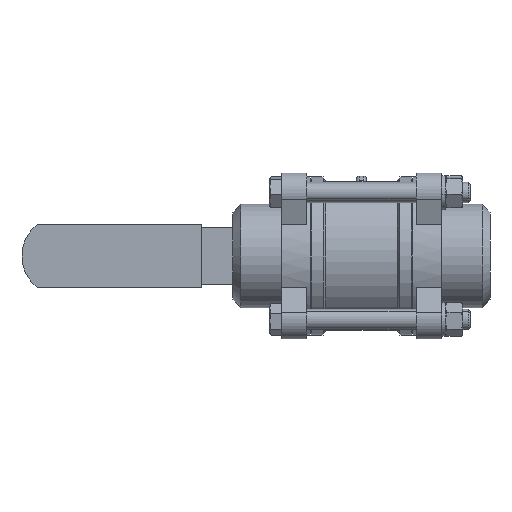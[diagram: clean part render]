
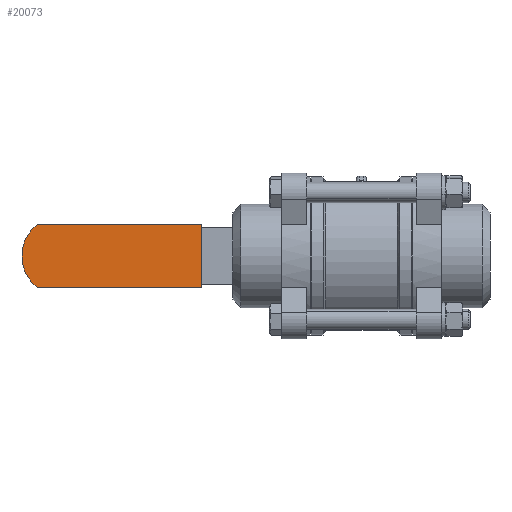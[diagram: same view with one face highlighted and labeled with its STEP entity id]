
A CAD part, front view. The second image highlights one B-rep face of the part: STEP entity #20073.
In plain terms, the highlighted face is planar.
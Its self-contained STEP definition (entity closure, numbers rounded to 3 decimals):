
#2732 = CARTESIAN_POINT ( 'NONE',  ( 0., 15.5, 3.5 ) ) ;
#2745 = AXIS2_PLACEMENT_3D ( 'NONE', #14311, #2823, #16243 ) ;
#2823 = DIRECTION ( 'NONE',  ( 0., 0., -1. ) ) ;
#2842 = CARTESIAN_POINT ( 'NONE',  ( 0., -15.5, 3.5 ) ) ;
#3064 = ORIENTED_EDGE ( 'NONE', *, *, #24009, .F. ) ;
#3218 = FACE_OUTER_BOUND ( 'NONE', #9138, .T. ) ;
#3905 = VECTOR ( 'NONE', #16239, 1000. ) ;
#4499 = LINE ( 'NONE', #11748, #19200 ) ;
#4734 = CARTESIAN_POINT ( 'NONE',  ( 0., 15.5, 3.5 ) ) ;
#5929 = ORIENTED_EDGE ( 'NONE', *, *, #24185, .F. ) ;
#6024 = EDGE_CURVE ( 'NONE', #15323, #18355, #17178, .T. ) ;
#6622 = CARTESIAN_POINT ( 'NONE',  ( 68.686, 0., 3.5 ) ) ;
#6773 = DIRECTION ( 'NONE',  ( 0., 1., 0. ) ) ;
#6853 = DIRECTION ( 'NONE',  ( -1., 0., 0. ) ) ;
#7180 = LINE ( 'NONE', #4734, #3905 ) ;
#9138 = EDGE_LOOP ( 'NONE', ( #24187, #3064, #20279, #5929 ) ) ;
#11748 = CARTESIAN_POINT ( 'NONE',  ( 80.518, -15.5, 3.5 ) ) ;
#12103 = VECTOR ( 'NONE', #6773, 1000. ) ;
#14204 = CARTESIAN_POINT ( 'NONE',  ( 80.518, -15.5, 3.5 ) ) ;
#14311 = CARTESIAN_POINT ( 'NONE',  ( 68.686, 0., 3.5 ) ) ;
#15002 = CARTESIAN_POINT ( 'NONE',  ( 0., -15.5, 3.5 ) ) ;
#15323 = VERTEX_POINT ( 'NONE', #15002 ) ;
#16239 = DIRECTION ( 'NONE',  ( 1., 0., 0. ) ) ;
#16243 = DIRECTION ( 'NONE',  ( -1., 0., 0. ) ) ;
#16411 = CIRCLE ( 'NONE', #2745, 19.5 ) ;
#16423 = PLANE ( 'NONE',  #24232 ) ;
#17178 = LINE ( 'NONE', #2842, #12103 ) ;
#17664 = VERTEX_POINT ( 'NONE', #19837 ) ;
#18336 = DIRECTION ( 'NONE',  ( 0., 0., 1. ) ) ;
#18355 = VERTEX_POINT ( 'NONE', #2732 ) ;
#19200 = VECTOR ( 'NONE', #21324, 1000. ) ;
#19837 = CARTESIAN_POINT ( 'NONE',  ( 80.518, 15.5, 3.5 ) ) ;
#20073 = ADVANCED_FACE ( 'NONE', ( #3218 ), #16423, .T. ) ;
#20279 = ORIENTED_EDGE ( 'NONE', *, *, #20526, .F. ) ;
#20526 = EDGE_CURVE ( 'NONE', #17664, #21105, #16411, .T. ) ;
#21105 = VERTEX_POINT ( 'NONE', #14204 ) ;
#21324 = DIRECTION ( 'NONE',  ( -1., 0., 0. ) ) ;
#24009 = EDGE_CURVE ( 'NONE', #21105, #15323, #4499, .T. ) ;
#24185 = EDGE_CURVE ( 'NONE', #18355, #17664, #7180, .T. ) ;
#24187 = ORIENTED_EDGE ( 'NONE', *, *, #6024, .F. ) ;
#24232 = AXIS2_PLACEMENT_3D ( 'NONE', #6622, #18336, #6853 ) ;
